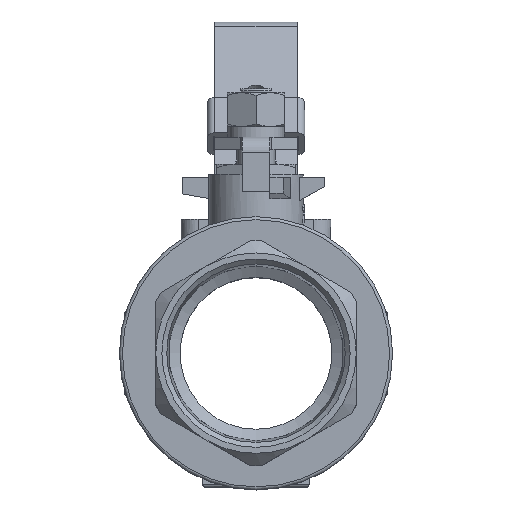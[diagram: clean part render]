
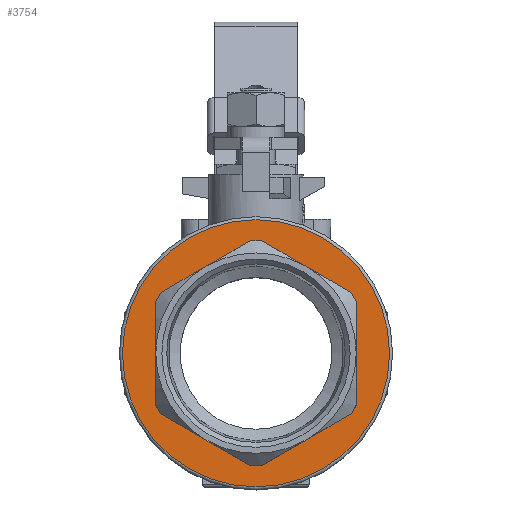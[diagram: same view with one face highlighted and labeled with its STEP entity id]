
A CAD part, top view. The second image highlights one B-rep face of the part: STEP entity #3754.
In plain terms, the highlighted planar face has unit normal (0, 0, 1).
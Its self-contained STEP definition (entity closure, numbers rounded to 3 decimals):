
#170=CIRCLE('',#4080,44.);
#278=PLANE('',#4081);
#521=LINE('',#6104,#827);
#523=LINE('',#6113,#829);
#525=LINE('',#6130,#831);
#527=LINE('',#6139,#833);
#529=LINE('',#6156,#835);
#531=LINE('',#6165,#837);
#533=LINE('',#6184,#839);
#535=LINE('',#6193,#841);
#537=LINE('',#6210,#843);
#539=LINE('',#6219,#845);
#541=LINE('',#6236,#847);
#542=LINE('',#6242,#848);
#827=VECTOR('',#4728,1000.);
#829=VECTOR('',#4732,1000.);
#831=VECTOR('',#4736,1000.);
#833=VECTOR('',#4740,1000.);
#835=VECTOR('',#4744,1000.);
#837=VECTOR('',#4748,1000.);
#839=VECTOR('',#4752,1000.);
#841=VECTOR('',#4756,1000.);
#843=VECTOR('',#4760,1000.);
#845=VECTOR('',#4764,1000.);
#847=VECTOR('',#4768,1000.);
#848=VECTOR('',#4771,1000.);
#1449=ORIENTED_EDGE('',*,*,#2423,.F.);
#1450=ORIENTED_EDGE('',*,*,#2364,.F.);
#1451=ORIENTED_EDGE('',*,*,#2360,.F.);
#1452=ORIENTED_EDGE('',*,*,#2357,.F.);
#1453=ORIENTED_EDGE('',*,*,#2394,.F.);
#1454=ORIENTED_EDGE('',*,*,#2392,.F.);
#1455=ORIENTED_EDGE('',*,*,#2388,.T.);
#1456=ORIENTED_EDGE('',*,*,#2385,.F.);
#1457=ORIENTED_EDGE('',*,*,#2381,.F.);
#1458=ORIENTED_EDGE('',*,*,#2378,.F.);
#1459=ORIENTED_EDGE('',*,*,#2374,.F.);
#1460=ORIENTED_EDGE('',*,*,#2371,.F.);
#1461=ORIENTED_EDGE('',*,*,#2367,.F.);
#2357=EDGE_CURVE('',#2836,#2832,#521,.T.);
#2360=EDGE_CURVE('',#2832,#2837,#523,.T.);
#2364=EDGE_CURVE('',#2837,#2839,#525,.T.);
#2367=EDGE_CURVE('',#2839,#2842,#527,.T.);
#2371=EDGE_CURVE('',#2842,#2844,#529,.T.);
#2374=EDGE_CURVE('',#2844,#2847,#531,.T.);
#2378=EDGE_CURVE('',#2847,#2849,#533,.T.);
#2381=EDGE_CURVE('',#2849,#2852,#535,.T.);
#2385=EDGE_CURVE('',#2852,#2854,#537,.T.);
#2388=EDGE_CURVE('',#2857,#2854,#539,.T.);
#2392=EDGE_CURVE('',#2857,#2859,#541,.T.);
#2394=EDGE_CURVE('',#2859,#2836,#542,.T.);
#2423=EDGE_CURVE('',#2881,#2881,#170,.T.);
#2832=VERTEX_POINT('',#6085);
#2836=VERTEX_POINT('',#6103);
#2837=VERTEX_POINT('',#6107);
#2839=VERTEX_POINT('',#6116);
#2842=VERTEX_POINT('',#6133);
#2844=VERTEX_POINT('',#6142);
#2847=VERTEX_POINT('',#6159);
#2849=VERTEX_POINT('',#6168);
#2852=VERTEX_POINT('',#6187);
#2854=VERTEX_POINT('',#6196);
#2857=VERTEX_POINT('',#6213);
#2859=VERTEX_POINT('',#6222);
#2881=VERTEX_POINT('',#6362);
#3191=EDGE_LOOP('',(#1449));
#3192=EDGE_LOOP('',(#1450,#1451,#1452,#1453,#1454,#1455,#1456,#1457,#1458,
#1459,#1460,#1461));
#3462=FACE_BOUND('',#3191,.T.);
#3463=FACE_BOUND('',#3192,.T.);
#3754=ADVANCED_FACE('',(#3462,#3463),#278,.F.);
#4080=AXIS2_PLACEMENT_3D('',#6361,#4826,#4827);
#4081=AXIS2_PLACEMENT_3D('',#6363,#4828,#4829);
#4728=DIRECTION('',(0.,-1.,0.));
#4732=DIRECTION('',(0.5,-0.866,0.));
#4736=DIRECTION('',(0.866,-0.5,0.));
#4740=DIRECTION('',(1.,0.,0.));
#4744=DIRECTION('',(0.866,0.5,0.));
#4748=DIRECTION('',(0.5,0.866,0.));
#4752=DIRECTION('',(0.,1.,0.));
#4756=DIRECTION('',(-0.5,0.866,0.));
#4760=DIRECTION('',(-0.866,0.5,0.));
#4764=DIRECTION('',(1.,0.,0.));
#4768=DIRECTION('',(-0.866,-0.5,0.));
#4771=DIRECTION('',(-0.5,-0.866,0.));
#4826=DIRECTION('',(0.,0.,-1.));
#4827=DIRECTION('',(-1.,0.,0.));
#4828=DIRECTION('',(0.,0.,-1.));
#4829=DIRECTION('',(-1.,0.,0.));
#6085=CARTESIAN_POINT('',(-33.,-17.051,38.1));
#6103=CARTESIAN_POINT('',(-33.,17.051,38.1));
#6104=CARTESIAN_POINT('',(-33.,17.051,38.1));
#6107=CARTESIAN_POINT('',(-31.267,-20.053,38.1));
#6113=CARTESIAN_POINT('',(-33.,-17.051,38.1));
#6116=CARTESIAN_POINT('',(-1.733,-37.105,38.1));
#6130=CARTESIAN_POINT('',(-31.267,-20.053,38.1));
#6133=CARTESIAN_POINT('',(1.733,-37.105,38.1));
#6139=CARTESIAN_POINT('',(-1.733,-37.105,38.1));
#6142=CARTESIAN_POINT('',(31.267,-20.053,38.1));
#6156=CARTESIAN_POINT('',(1.733,-37.105,38.1));
#6159=CARTESIAN_POINT('',(33.,-17.051,38.1));
#6165=CARTESIAN_POINT('',(31.267,-20.053,38.1));
#6168=CARTESIAN_POINT('',(33.,17.051,38.1));
#6184=CARTESIAN_POINT('',(33.,-17.051,38.1));
#6187=CARTESIAN_POINT('',(31.267,20.053,38.1));
#6193=CARTESIAN_POINT('',(33.,17.051,38.1));
#6196=CARTESIAN_POINT('',(1.733,37.105,38.1));
#6210=CARTESIAN_POINT('',(31.267,20.053,38.1));
#6213=CARTESIAN_POINT('',(-1.733,37.105,38.1));
#6219=CARTESIAN_POINT('',(0.,37.105,38.1));
#6222=CARTESIAN_POINT('',(-31.267,20.053,38.1));
#6236=CARTESIAN_POINT('',(-1.733,37.105,38.1));
#6242=CARTESIAN_POINT('',(-31.267,20.053,38.1));
#6361=CARTESIAN_POINT('',(0.,0.,38.1));
#6362=CARTESIAN_POINT('',(-44.,0.,38.1));
#6363=CARTESIAN_POINT('',(0.,0.,38.1));
